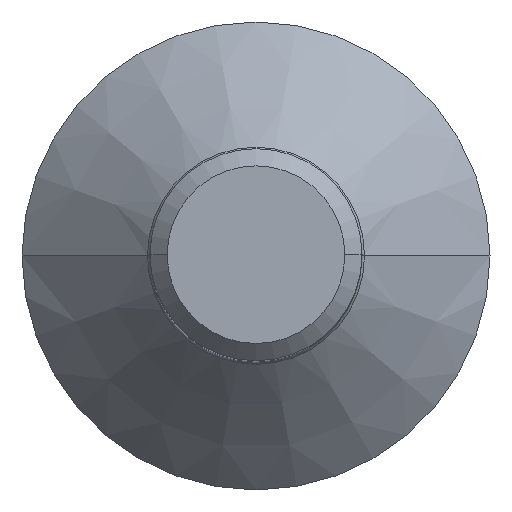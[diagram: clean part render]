
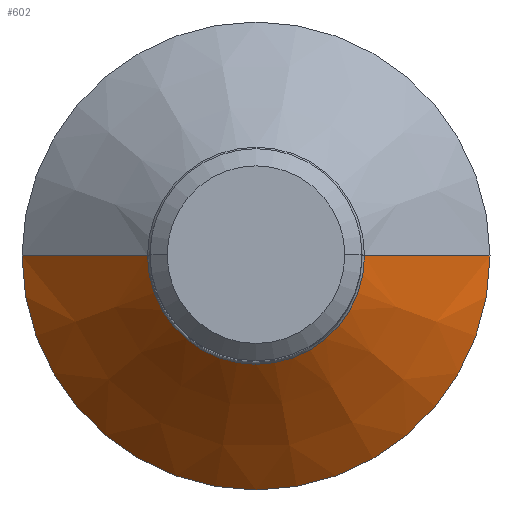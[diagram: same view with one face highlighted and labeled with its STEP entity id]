
A CAD part, top view. The second image highlights one B-rep face of the part: STEP entity #602.
In plain terms, the highlighted conical face has half-angle 45 degrees and reference radius 11.034 mm.
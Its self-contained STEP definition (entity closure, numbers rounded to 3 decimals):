
#39 = EDGE_CURVE ( 'NONE', #504, #663, #112, .T. ) ;
#102 = CARTESIAN_POINT ( 'NONE',  ( -11.034, 0., 0. ) ) ;
#112 = LINE ( 'NONE', #643, #725 ) ;
#132 = ORIENTED_EDGE ( 'NONE', *, *, #572, .T. ) ;
#155 = CARTESIAN_POINT ( 'NONE',  ( 0., 0., 0. ) ) ;
#167 = DIRECTION ( 'NONE',  ( 0., 0., -1. ) ) ;
#241 = CARTESIAN_POINT ( 'NONE',  ( 0., 0., 5.917 ) ) ;
#267 = CARTESIAN_POINT ( 'NONE',  ( -5.117, 0., 5.917 ) ) ;
#285 = ORIENTED_EDGE ( 'NONE', *, *, #616, .T. ) ;
#298 = ORIENTED_EDGE ( 'NONE', *, *, #421, .F. ) ;
#328 = VECTOR ( 'NONE', #418, 1000. ) ;
#405 = DIRECTION ( 'NONE',  ( -1., 0., 0. ) ) ;
#409 = CIRCLE ( 'NONE', #824, 11.034 ) ;
#411 = AXIS2_PLACEMENT_3D ( 'NONE', #241, #167, #556 ) ;
#418 = DIRECTION ( 'NONE',  ( 0.707, 0., -0.707 ) ) ;
#421 = EDGE_CURVE ( 'NONE', #786, #522, #501, .T. ) ;
#475 = DIRECTION ( 'NONE',  ( 0., 0., -1. ) ) ;
#501 = LINE ( 'NONE', #621, #328 ) ;
#504 = VERTEX_POINT ( 'NONE', #267 ) ;
#522 = VERTEX_POINT ( 'NONE', #684 ) ;
#552 = DIRECTION ( 'NONE',  ( -1., 0., 0. ) ) ;
#556 = DIRECTION ( 'NONE',  ( 1., 0., 0. ) ) ;
#572 = EDGE_CURVE ( 'NONE', #663, #522, #409, .T. ) ;
#575 = CARTESIAN_POINT ( 'NONE',  ( 5.117, 0., 5.917 ) ) ;
#602 = ADVANCED_FACE ( 'NONE', ( #816 ), #759, .T. ) ;
#616 = EDGE_CURVE ( 'NONE', #786, #504, #780, .T. ) ;
#618 = DIRECTION ( 'NONE',  ( 0., 0., 1. ) ) ;
#621 = CARTESIAN_POINT ( 'NONE',  ( 11.034, 0., 0. ) ) ;
#631 = ORIENTED_EDGE ( 'NONE', *, *, #39, .T. ) ;
#643 = CARTESIAN_POINT ( 'NONE',  ( -11.034, 0., 0. ) ) ;
#653 = DIRECTION ( 'NONE',  ( -0.707, 0., -0.707 ) ) ;
#663 = VERTEX_POINT ( 'NONE', #102 ) ;
#684 = CARTESIAN_POINT ( 'NONE',  ( 11.034, 0., 0. ) ) ;
#700 = EDGE_LOOP ( 'NONE', ( #298, #285, #631, #132 ) ) ;
#725 = VECTOR ( 'NONE', #653, 1000. ) ;
#751 = CARTESIAN_POINT ( 'NONE',  ( 0., 0., 0. ) ) ;
#759 = CONICAL_SURFACE ( 'NONE', #785, 11.034, 0.785 ) ;
#780 = CIRCLE ( 'NONE', #411, 5.117 ) ;
#785 = AXIS2_PLACEMENT_3D ( 'NONE', #155, #475, #405 ) ;
#786 = VERTEX_POINT ( 'NONE', #575 ) ;
#816 = FACE_OUTER_BOUND ( 'NONE', #700, .T. ) ;
#824 = AXIS2_PLACEMENT_3D ( 'NONE', #751, #618, #552 ) ;
